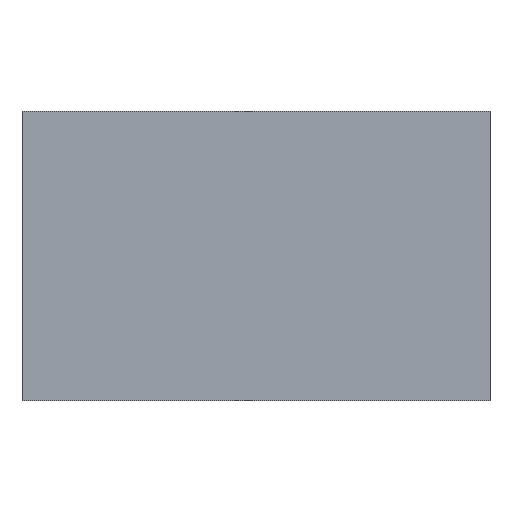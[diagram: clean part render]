
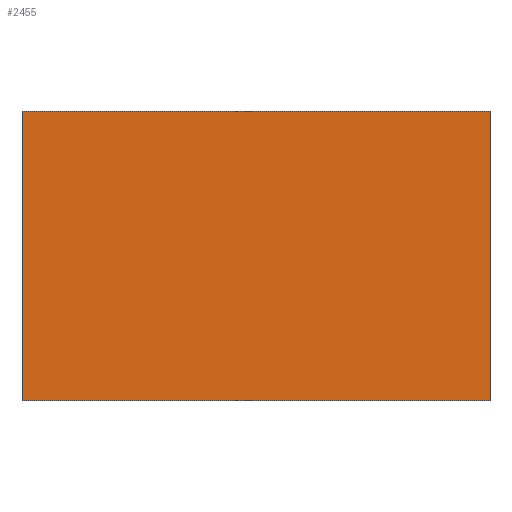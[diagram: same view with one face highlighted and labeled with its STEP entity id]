
A CAD part, front view. The second image highlights one B-rep face of the part: STEP entity #2455.
In plain terms, the highlighted planar face has unit normal (0, -1, 0).
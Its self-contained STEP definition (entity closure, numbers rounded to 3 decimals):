
#135=FACE_OUTER_BOUND('',#286,.T.);
#286=EDGE_LOOP('',(#1639,#1640,#1641,#1642));
#435=LINE('',#3565,#733);
#438=LINE('',#3571,#736);
#441=LINE('',#3577,#739);
#444=LINE('',#3581,#742);
#733=VECTOR('',#2849,10.);
#736=VECTOR('',#2854,10.);
#739=VECTOR('',#2859,10.);
#742=VECTOR('',#2864,10.);
#1031=VERTEX_POINT('',#3562);
#1032=VERTEX_POINT('',#3564);
#1034=VERTEX_POINT('',#3570);
#1036=VERTEX_POINT('',#3576);
#1267=EDGE_CURVE('',#1032,#1031,#435,.T.);
#1270=EDGE_CURVE('',#1034,#1032,#438,.T.);
#1273=EDGE_CURVE('',#1036,#1034,#441,.T.);
#1276=EDGE_CURVE('',#1031,#1036,#444,.T.);
#1639=ORIENTED_EDGE('',*,*,#1276,.T.);
#1640=ORIENTED_EDGE('',*,*,#1273,.T.);
#1641=ORIENTED_EDGE('',*,*,#1270,.T.);
#1642=ORIENTED_EDGE('',*,*,#1267,.T.);
#2332=PLANE('',#2641);
#2455=ADVANCED_FACE('',(#135),#2332,.T.);
#2641=AXIS2_PLACEMENT_3D('',#3583,#2867,#2868);
#2849=DIRECTION('',(1.,0.,0.));
#2854=DIRECTION('',(0.,0.,-1.));
#2859=DIRECTION('',(-1.,0.,0.));
#2864=DIRECTION('',(0.,0.,1.));
#2867=DIRECTION('center_axis',(0.,-1.,0.));
#2868=DIRECTION('ref_axis',(0.,0.,-1.));
#3562=CARTESIAN_POINT('',(562.5,-20.,-347.5));
#3564=CARTESIAN_POINT('',(-562.5,-20.,-347.5));
#3565=CARTESIAN_POINT('',(562.5,-20.,-347.5));
#3570=CARTESIAN_POINT('',(-562.5,-20.,347.5));
#3571=CARTESIAN_POINT('',(-562.5,-20.,-347.5));
#3576=CARTESIAN_POINT('',(562.5,-20.,347.5));
#3577=CARTESIAN_POINT('',(-562.5,-20.,347.5));
#3581=CARTESIAN_POINT('',(562.5,-20.,347.5));
#3583=CARTESIAN_POINT('Origin',(0.,-20.,0.));
